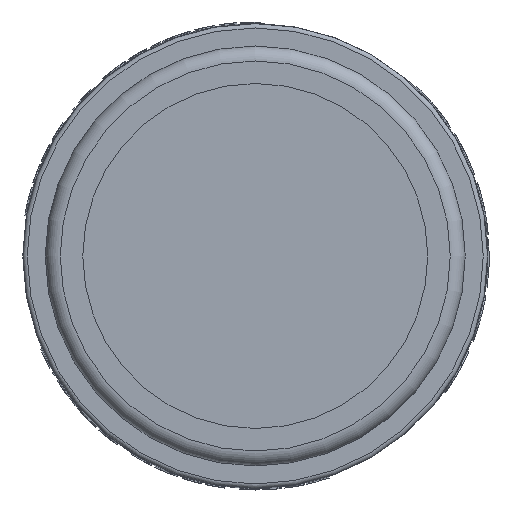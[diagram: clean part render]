
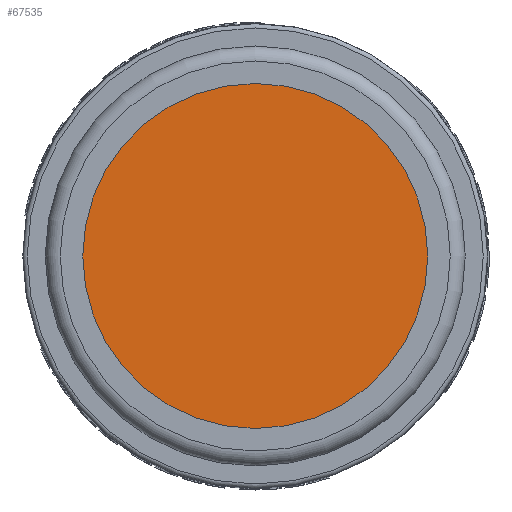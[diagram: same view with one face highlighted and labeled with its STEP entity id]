
A CAD part, left-side view. The second image highlights one B-rep face of the part: STEP entity #67535.
In plain terms, the highlighted planar face has unit normal (-1, 0, 0).
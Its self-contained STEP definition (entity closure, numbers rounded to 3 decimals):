
#421=CARTESIAN_POINT('',(0.,11.5,0.));
#422=VERTEX_POINT('',#421);
#423=CARTESIAN_POINT('',(0.,0.,0.));
#424=DIRECTION('',(1.0,0.0,0.0));
#425=DIRECTION('',(0.0,-1.0,0.0));
#426=AXIS2_PLACEMENT_3D('',#423,#424,#425);
#427=CIRCLE('',#426,11.5);
#428=EDGE_CURVE('',#422,#422,#427,.T.);
#67527=CARTESIAN_POINT('',(0.,7.5,0.0));
#67528=DIRECTION('',(-1.0,0.0,0.0));
#67529=DIRECTION('',(0.0,0.0,1.0));
#67530=AXIS2_PLACEMENT_3D('',#67527,#67528,#67529);
#67531=PLANE('',#67530);
#67532=ORIENTED_EDGE('',*,*,#428,.F.);
#67533=EDGE_LOOP('',(#67532));
#67534=FACE_OUTER_BOUND('',#67533,.T.);
#67535=ADVANCED_FACE('',(#67534),#67531,.T.);
